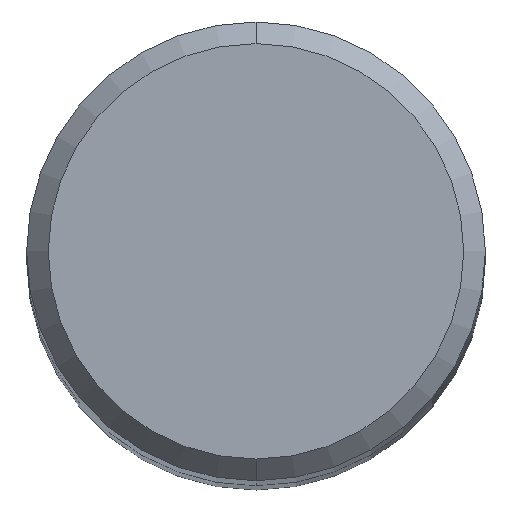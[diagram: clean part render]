
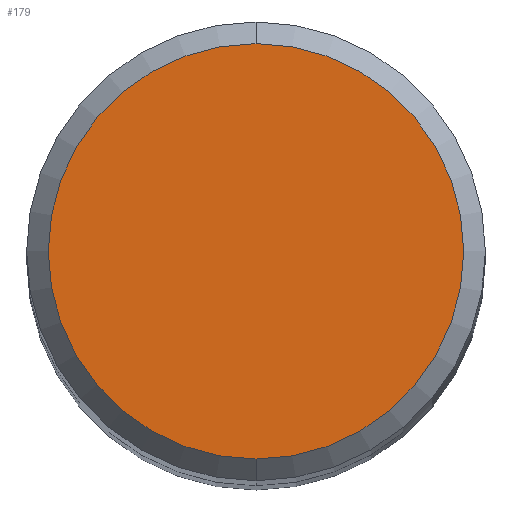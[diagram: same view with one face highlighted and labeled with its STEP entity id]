
A CAD part, top view. The second image highlights one B-rep face of the part: STEP entity #179.
In plain terms, the highlighted planar face has unit normal (0, 0, 1).
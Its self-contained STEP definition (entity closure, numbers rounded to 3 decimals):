
#179=ADVANCED_FACE('',(#455),#456,.T.);
#195=EDGE_CURVE('',#227,#367,#474,.T.);
#227=VERTEX_POINT('',#508);
#367=VERTEX_POINT('',#664);
#377=EDGE_CURVE('',#367,#227,#675,.T.);
#455=FACE_OUTER_BOUND('',#807,.T.);
#456=PLANE('',#808);
#474=CIRCLE('',#832,5.75);
#508=CARTESIAN_POINT('',(0.0,5.75,0.0));
#664=CARTESIAN_POINT('',(0.,-5.75,0.0));
#675=CIRCLE('',#1254,5.75);
#807=EDGE_LOOP('',(#1398,#1399));
#808=AXIS2_PLACEMENT_3D('',#1400,#1401,#1402);
#832=AXIS2_PLACEMENT_3D('',#1424,#1425,#1426);
#1254=AXIS2_PLACEMENT_3D('',#1647,#1648,#1649);
#1398=ORIENTED_EDGE('',*,*,#195,.F.);
#1399=ORIENTED_EDGE('',*,*,#377,.F.);
#1400=CARTESIAN_POINT('',(0.0,2.875,0.0));
#1401=DIRECTION('',(-0.0,0.0,1.0));
#1402=DIRECTION('',(0.0,-1.0,0.0));
#1424=CARTESIAN_POINT('',(0.0,0.0,0.0));
#1425=DIRECTION('',(0.0,0.0,-1.0));
#1426=DIRECTION('',(0.0,1.0,0.0));
#1647=CARTESIAN_POINT('',(0.0,0.0,0.0));
#1648=DIRECTION('',(0.0,0.0,-1.0));
#1649=DIRECTION('',(0.0,1.0,0.0));
